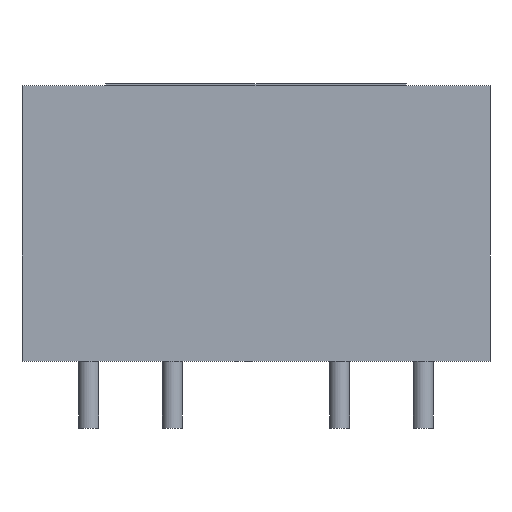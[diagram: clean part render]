
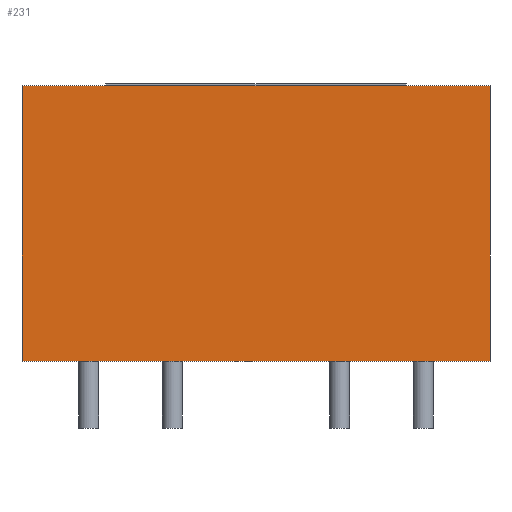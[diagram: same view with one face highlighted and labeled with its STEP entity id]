
A CAD part, front view. The second image highlights one B-rep face of the part: STEP entity #231.
In plain terms, the highlighted planar face has unit normal (0, -1, 0).
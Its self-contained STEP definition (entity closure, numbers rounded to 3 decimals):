
#61 = EDGE_CURVE('',#62,#64,#66,.T.);
#62 = VERTEX_POINT('',#63);
#63 = CARTESIAN_POINT('',(0.,0.,0.));
#64 = VERTEX_POINT('',#65);
#65 = CARTESIAN_POINT('',(0.,0.,16.5));
#66 = LINE('',#67,#68);
#67 = CARTESIAN_POINT('',(0.,0.,0.));
#68 = VECTOR('',#69,1.);
#69 = DIRECTION('',(0.,0.,1.));
#94 = VERTEX_POINT('',#95);
#95 = CARTESIAN_POINT('',(28.,0.,16.5));
#101 = EDGE_CURVE('',#102,#94,#104,.T.);
#102 = VERTEX_POINT('',#103);
#103 = CARTESIAN_POINT('',(28.,0.,0.));
#104 = LINE('',#105,#106);
#105 = CARTESIAN_POINT('',(28.,0.,0.));
#106 = VECTOR('',#107,1.);
#107 = DIRECTION('',(0.,0.,1.));
#125 = EDGE_CURVE('',#102,#62,#126,.T.);
#126 = LINE('',#127,#128);
#127 = CARTESIAN_POINT('',(28.,0.,0.));
#128 = VECTOR('',#129,1.);
#129 = DIRECTION('',(-1.,0.,0.));
#186 = EDGE_CURVE('',#94,#64,#187,.T.);
#187 = LINE('',#188,#189);
#188 = CARTESIAN_POINT('',(28.,0.,16.5));
#189 = VECTOR('',#190,1.);
#190 = DIRECTION('',(-1.,0.,0.));
#231 = ADVANCED_FACE('',(#232),#238,.T.);
#232 = FACE_BOUND('',#233,.T.);
#233 = EDGE_LOOP('',(#234,#235,#236,#237));
#234 = ORIENTED_EDGE('',*,*,#101,.T.);
#235 = ORIENTED_EDGE('',*,*,#186,.T.);
#236 = ORIENTED_EDGE('',*,*,#61,.F.);
#237 = ORIENTED_EDGE('',*,*,#125,.F.);
#238 = PLANE('',#239);
#239 = AXIS2_PLACEMENT_3D('',#240,#241,#242);
#240 = CARTESIAN_POINT('',(28.,0.,0.));
#241 = DIRECTION('',(0.,-1.,0.));
#242 = DIRECTION('',(-1.,0.,0.));
